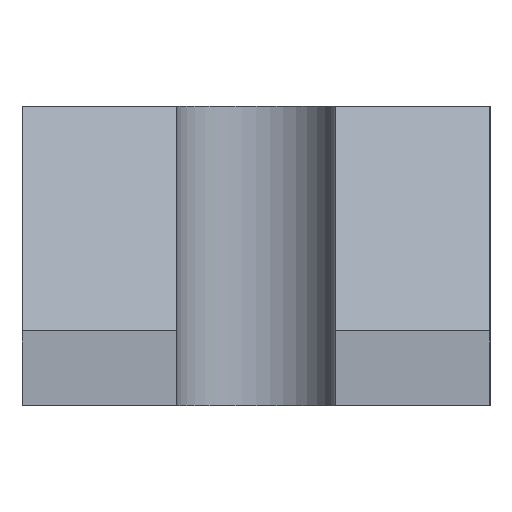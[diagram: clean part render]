
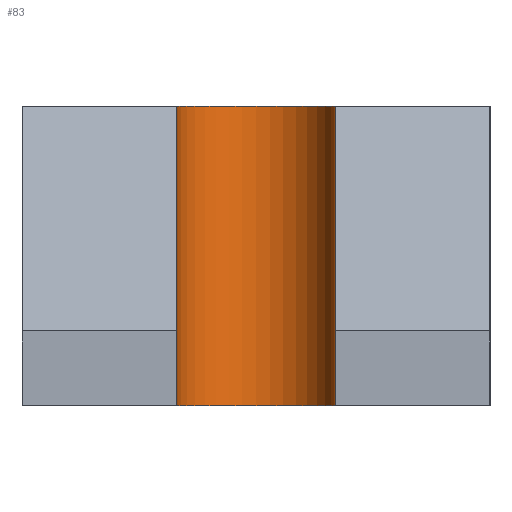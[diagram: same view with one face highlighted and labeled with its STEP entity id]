
A CAD part, left-side view. The second image highlights one B-rep face of the part: STEP entity #83.
In plain terms, the highlighted cylindrical face has radius 8.5 mm (diameter 17 mm), a partial arc.
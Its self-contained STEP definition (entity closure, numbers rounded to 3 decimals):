
#83 = ADVANCED_FACE( '', ( #104 ), #105, .F. );
#104 = FACE_OUTER_BOUND( '', #128, .T. );
#105 = CYLINDRICAL_SURFACE( '', #129, 8.5 );
#128 = EDGE_LOOP( '', ( #203, #204, #205, #206 ) );
#129 = AXIS2_PLACEMENT_3D( '', #207, #208, #209 );
#203 = ORIENTED_EDGE( '', *, *, #254, .T. );
#204 = ORIENTED_EDGE( '', *, *, #257, .F. );
#205 = ORIENTED_EDGE( '', *, *, #251, .F. );
#206 = ORIENTED_EDGE( '', *, *, #258, .T. );
#207 = CARTESIAN_POINT( '', ( 0., 0., 32. ) );
#208 = DIRECTION( '', ( 0., 0., 1. ) );
#209 = DIRECTION( '', ( -1., 0., 0. ) );
#251 = EDGE_CURVE( '', #294, #296, #297, .T. );
#254 = EDGE_CURVE( '', #301, #299, #302, .T. );
#257 = EDGE_CURVE( '', #296, #299, #306, .T. );
#258 = EDGE_CURVE( '', #294, #301, #307, .T. );
#294 = VERTEX_POINT( '', #360 );
#296 = VERTEX_POINT( '', #363 );
#297 = CIRCLE( '', #364, 8.5 );
#299 = VERTEX_POINT( '', #367 );
#301 = VERTEX_POINT( '', #370 );
#302 = CIRCLE( '', #371, 8.5 );
#306 = LINE( '', #377, #378 );
#307 = LINE( '', #379, #380 );
#360 = CARTESIAN_POINT( '', ( 0., 8.5, 32. ) );
#363 = CARTESIAN_POINT( '', ( 0., -8.5, 32. ) );
#364 = AXIS2_PLACEMENT_3D( '', #411, #412, #413 );
#367 = CARTESIAN_POINT( '', ( 0., -8.5, 0. ) );
#370 = CARTESIAN_POINT( '', ( 0., 8.5, 0. ) );
#371 = AXIS2_PLACEMENT_3D( '', #416, #417, #418 );
#377 = CARTESIAN_POINT( '', ( 0., -8.5, 32. ) );
#378 = VECTOR( '', #421, 1000. );
#379 = CARTESIAN_POINT( '', ( 0., 8.5, 32. ) );
#380 = VECTOR( '', #422, 1000. );
#411 = CARTESIAN_POINT( '', ( 0., 0., 32. ) );
#412 = DIRECTION( '', ( 0., 0., -1. ) );
#413 = DIRECTION( '', ( -1., 0., 0. ) );
#416 = CARTESIAN_POINT( '', ( 0., 0., 0. ) );
#417 = DIRECTION( '', ( 0., 0., -1. ) );
#418 = DIRECTION( '', ( -1., 0., 0. ) );
#421 = DIRECTION( '', ( 0., 0., -1. ) );
#422 = DIRECTION( '', ( 0., 0., -1. ) );
